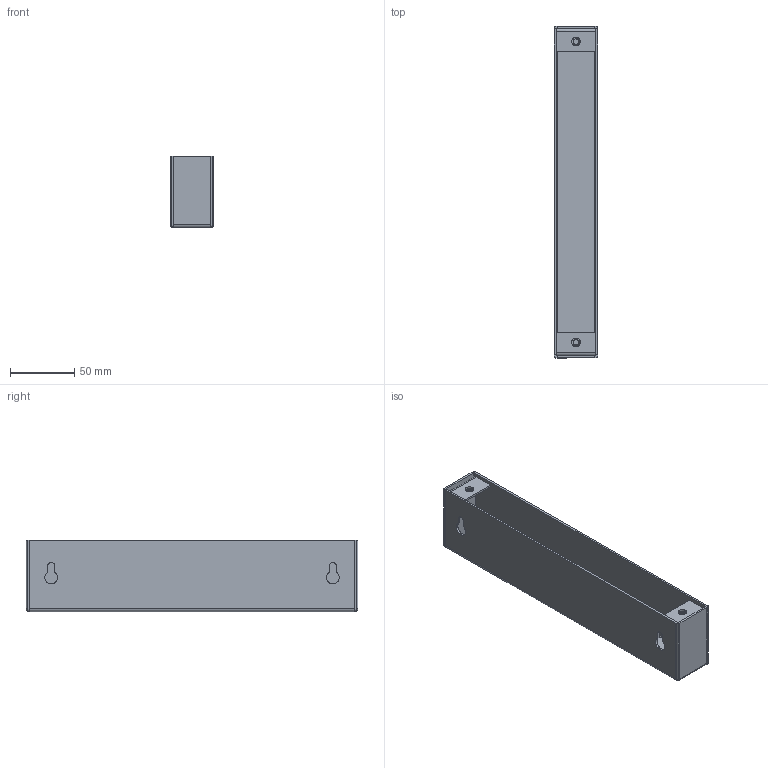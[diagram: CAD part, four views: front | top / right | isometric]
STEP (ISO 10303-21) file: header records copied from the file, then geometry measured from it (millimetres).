
FILE_DESCRIPTION(/* description */ (''),/* implementation_level */ '2;1');
FILE_NAME(/* name */ 'YD30D_~1',/* time_stamp */ '2025-05-16T11:20:53+12:00',/* author */ (''),/* organization */ (''),/* preprocessor_version */ 'ST-DEVELOPER v15',/* originating_system */ '',/* authorisation */ '');
FILE_SCHEMA (('CONFIG_CONTROL_DESIGN'));
Length unit declared in the file: millimetre
Products named in the file (1): Document
Bounding box: 34.2 x 259.2 x 55.6 mm (x, y, z)
Volume: 6377.7 mm3; surface area: 89300.5 mm2
Topology: 2 solids, 5 shells, 218 faces, 514 edges, 288 vertices
Faces by surface type: bspline 136, plane 82
Entity records: 13474 total; most frequent: CARTESIAN_POINT 10267, ORIENTED_EDGE 992, EDGE_CURVE 510, B_SPLINE_CURVE_WITH_KNOTS 372, VERTEX_POINT 288, EDGE_LOOP 230, ADVANCED_FACE 218, FACE_OUTER_BOUND 218
